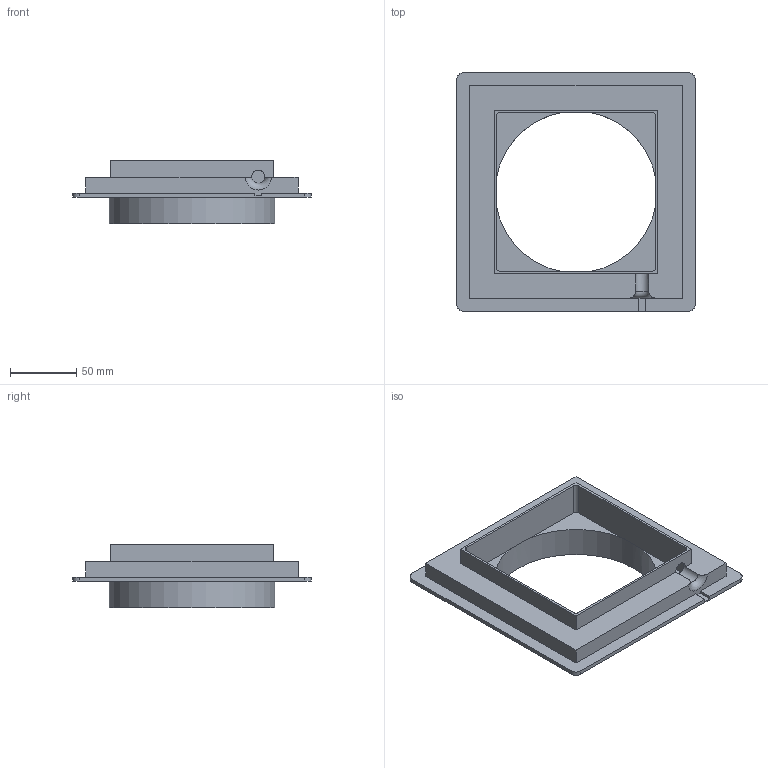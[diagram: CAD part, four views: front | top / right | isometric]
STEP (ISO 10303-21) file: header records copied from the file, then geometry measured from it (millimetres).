
FILE_DESCRIPTION(('FreeCAD Model'),'2;1');
FILE_NAME('Open CASCADE Shape Model','2025-08-05T14:58:46',('Author'),( ''),'Open CASCADE STEP processor 7.8','FreeCAD','Unknown');
FILE_SCHEMA(('AUTOMOTIVE_DESIGN { 1 0 10303 214 1 1 1 1 }'));
Length unit declared in the file: millimetre
Products named in the file (1): Body
Bounding box: 180 x 180 x 48 mm (x, y, z)
Volume: 216826.1 mm3; surface area: 86226.9 mm2
Topology: 1 solids, 1 shells, 44 faces, 118 edges, 76 vertices
Faces by surface type: plane 32, cylinder 11, torus 1
Full cylindrical faces by diameter (mm): 10 x1, 122 x1, 125 x1
Entity records: 1469 total; most frequent: CARTESIAN_POINT 311, DIRECTION 239, ORIENTED_EDGE 236, EDGE_CURVE 118, LINE 83, VECTOR 83, AXIS2_PLACEMENT_3D 78, VERTEX_POINT 76
